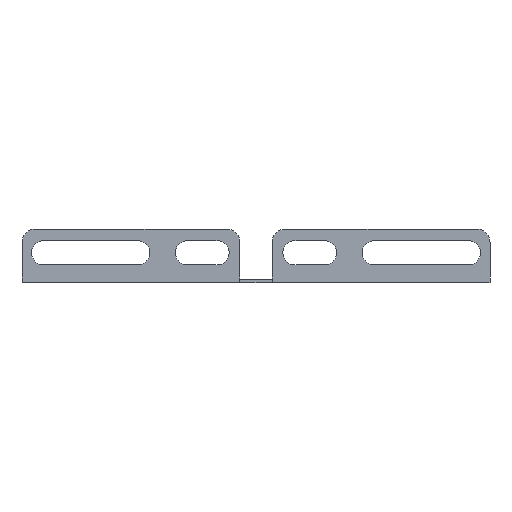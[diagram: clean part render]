
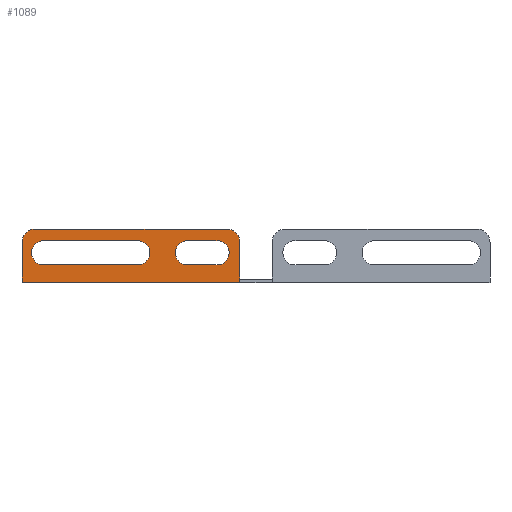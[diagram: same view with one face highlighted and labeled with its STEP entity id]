
A CAD part, front view. The second image highlights one B-rep face of the part: STEP entity #1089.
In plain terms, the highlighted planar face has unit normal (0, -1, 0).
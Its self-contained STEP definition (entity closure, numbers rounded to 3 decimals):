
#3 = EDGE_CURVE ( 'NONE', #1562, #748, #612, .T. ) ;
#4 = ORIENTED_EDGE ( 'NONE', *, *, #1496, .F. ) ;
#8 = VECTOR ( 'NONE', #1846, 1000. ) ;
#18 = VERTEX_POINT ( 'NONE', #45 ) ;
#26 = AXIS2_PLACEMENT_3D ( 'NONE', #919, #1210, #278 ) ;
#32 = DIRECTION ( 'NONE',  ( 0., -1., 0. ) ) ;
#45 = CARTESIAN_POINT ( 'NONE',  ( -6., -21.6, 1. ) ) ;
#48 = CARTESIAN_POINT ( 'NONE',  ( -14.5, -21.6, 14.5 ) ) ;
#78 = ORIENTED_EDGE ( 'NONE', *, *, #1194, .T. ) ;
#88 = EDGE_CURVE ( 'NONE', #1189, #1241, #242, .T. ) ;
#94 = DIRECTION ( 'NONE',  ( 1., 0., 0. ) ) ;
#108 = LINE ( 'NONE', #1935, #637 ) ;
#165 = VECTOR ( 'NONE', #315, 1000. ) ;
#188 = CARTESIAN_POINT ( 'NONE',  ( 0., -21.6, 0. ) ) ;
#201 = EDGE_CURVE ( 'NONE', #1271, #1452, #108, .T. ) ;
#209 = LINE ( 'NONE', #780, #165 ) ;
#242 = LINE ( 'NONE', #983, #1161 ) ;
#266 = VERTEX_POINT ( 'NONE', #1184 ) ;
#278 = DIRECTION ( 'NONE',  ( 0., 0., 1. ) ) ;
#279 = CIRCLE ( 'NONE', #1447, 4.5 ) ;
#315 = DIRECTION ( 'NONE',  ( 1., 0., 0. ) ) ;
#344 = CARTESIAN_POINT ( 'NONE',  ( -82., -21.6, 18.8 ) ) ;
#353 = ORIENTED_EDGE ( 'NONE', *, *, #3, .F. ) ;
#372 = LINE ( 'NONE', #1407, #765 ) ;
#376 = VERTEX_POINT ( 'NONE', #1353 ) ;
#386 = DIRECTION ( 'NONE',  ( 0., 0., 1. ) ) ;
#393 = CARTESIAN_POINT ( 'NONE',  ( -25.5, -21.6, 10. ) ) ;
#403 = ORIENTED_EDGE ( 'NONE', *, *, #965, .T. ) ;
#435 = DIRECTION ( 'NONE',  ( 0., 0., -1. ) ) ;
#459 = EDGE_CURVE ( 'NONE', #1459, #1688, #372, .T. ) ;
#468 = VERTEX_POINT ( 'NONE', #1869 ) ;
#476 = LINE ( 'NONE', #1467, #1536 ) ;
#490 = CARTESIAN_POINT ( 'NONE',  ( -79., -21.6, 10. ) ) ;
#509 = CARTESIAN_POINT ( 'NONE',  ( -6., -21.6, 0. ) ) ;
#518 = AXIS2_PLACEMENT_3D ( 'NONE', #1859, #1078, #914 ) ;
#527 = VECTOR ( 'NONE', #1698, 1000. ) ;
#570 = ORIENTED_EDGE ( 'NONE', *, *, #1603, .F. ) ;
#574 = DIRECTION ( 'NONE',  ( 0., -1., 0. ) ) ;
#603 = CARTESIAN_POINT ( 'NONE',  ( -87., -21.6, 13.8 ) ) ;
#612 = CIRCLE ( 'NONE', #1378, 4.5 ) ;
#621 = EDGE_CURVE ( 'NONE', #468, #850, #1342, .T. ) ;
#622 = DIRECTION ( 'NONE',  ( -1., 0., 0. ) ) ;
#634 = AXIS2_PLACEMENT_3D ( 'NONE', #188, #32, #672 ) ;
#637 = VECTOR ( 'NONE', #94, 1000. ) ;
#650 = DIRECTION ( 'NONE',  ( 0., 0., -1. ) ) ;
#652 = EDGE_CURVE ( 'NONE', #1688, #266, #1884, .T. ) ;
#672 = DIRECTION ( 'NONE',  ( 0., 0., -1. ) ) ;
#676 = DIRECTION ( 'NONE',  ( 0., 0., -1. ) ) ;
#681 = ORIENTED_EDGE ( 'NONE', *, *, #652, .T. ) ;
#733 = CARTESIAN_POINT ( 'NONE',  ( -79., -21.6, 5.5 ) ) ;
#739 = EDGE_CURVE ( 'NONE', #850, #1562, #476, .T. ) ;
#748 = VERTEX_POINT ( 'NONE', #733 ) ;
#750 = CARTESIAN_POINT ( 'NONE',  ( -87., -21.6, 1. ) ) ;
#765 = VECTOR ( 'NONE', #650, 1000. ) ;
#774 = AXIS2_PLACEMENT_3D ( 'NONE', #1511, #1823, #1077 ) ;
#780 = CARTESIAN_POINT ( 'NONE',  ( -44., -21.6, 5.5 ) ) ;
#839 = CARTESIAN_POINT ( 'NONE',  ( -25.5, -21.6, 5.5 ) ) ;
#850 = VERTEX_POINT ( 'NONE', #1404 ) ;
#876 = ORIENTED_EDGE ( 'NONE', *, *, #1288, .F. ) ;
#914 = DIRECTION ( 'NONE',  ( 0., 0., -1. ) ) ;
#919 = CARTESIAN_POINT ( 'NONE',  ( -44., -21.6, 10. ) ) ;
#938 = ORIENTED_EDGE ( 'NONE', *, *, #1265, .F. ) ;
#965 = EDGE_CURVE ( 'NONE', #376, #1719, #1462, .T. ) ;
#966 = CARTESIAN_POINT ( 'NONE',  ( -87., -21.6, 0. ) ) ;
#967 = LINE ( 'NONE', #509, #1249 ) ;
#971 = VERTEX_POINT ( 'NONE', #603 ) ;
#983 = CARTESIAN_POINT ( 'NONE',  ( -14.5, -21.6, 14.5 ) ) ;
#989 = ORIENTED_EDGE ( 'NONE', *, *, #739, .F. ) ;
#1006 = EDGE_CURVE ( 'NONE', #1163, #376, #1129, .T. ) ;
#1062 = EDGE_LOOP ( 'NONE', ( #1278, #4, #1491, #876 ) ) ;
#1064 = ORIENTED_EDGE ( 'NONE', *, *, #621, .F. ) ;
#1067 = CARTESIAN_POINT ( 'NONE',  ( 0., -21.6, -1.2 ) ) ;
#1077 = DIRECTION ( 'NONE',  ( 0., 0., 1. ) ) ;
#1078 = DIRECTION ( 'NONE',  ( 0., -1., 0. ) ) ;
#1089 = ADVANCED_FACE ( 'NONE', ( #1090, #1950, #1643 ), #1580, .T. ) ;
#1090 = FACE_OUTER_BOUND ( 'NONE', #1756, .T. ) ;
#1098 = ORIENTED_EDGE ( 'NONE', *, *, #1656, .T. ) ;
#1099 = CARTESIAN_POINT ( 'NONE',  ( -87., -21.6, -1.2 ) ) ;
#1107 = VECTOR ( 'NONE', #1280, 1000. ) ;
#1129 = CIRCLE ( 'NONE', #518, 5. ) ;
#1161 = VECTOR ( 'NONE', #1916, 1000. ) ;
#1163 = VERTEX_POINT ( 'NONE', #1875 ) ;
#1184 = CARTESIAN_POINT ( 'NONE',  ( -6., -21.6, -1.2 ) ) ;
#1189 = VERTEX_POINT ( 'NONE', #48 ) ;
#1194 = EDGE_CURVE ( 'NONE', #971, #1459, #1926, .T. ) ;
#1198 = ORIENTED_EDGE ( 'NONE', *, *, #1527, .T. ) ;
#1210 = DIRECTION ( 'NONE',  ( 0., -1., 0. ) ) ;
#1218 = CARTESIAN_POINT ( 'NONE',  ( -6., -21.6, 0. ) ) ;
#1241 = VERTEX_POINT ( 'NONE', #1918 ) ;
#1249 = VECTOR ( 'NONE', #676, 1000. ) ;
#1251 = VECTOR ( 'NONE', #622, 1000. ) ;
#1265 = EDGE_CURVE ( 'NONE', #18, #266, #967, .T. ) ;
#1268 = CIRCLE ( 'NONE', #774, 4.5 ) ;
#1271 = VERTEX_POINT ( 'NONE', #839 ) ;
#1278 = ORIENTED_EDGE ( 'NONE', *, *, #88, .F. ) ;
#1280 = DIRECTION ( 'NONE',  ( 0., 0., -1. ) ) ;
#1288 = EDGE_CURVE ( 'NONE', #1241, #1271, #279, .T. ) ;
#1336 = CARTESIAN_POINT ( 'NONE',  ( -79., -21.6, 14.5 ) ) ;
#1342 = CIRCLE ( 'NONE', #26, 4.5 ) ;
#1344 = CARTESIAN_POINT ( 'NONE',  ( -82., -21.6, 13.8 ) ) ;
#1353 = CARTESIAN_POINT ( 'NONE',  ( -11., -21.6, 18.8 ) ) ;
#1378 = AXIS2_PLACEMENT_3D ( 'NONE', #490, #1402, #1740 ) ;
#1402 = DIRECTION ( 'NONE',  ( 0., -1., 0. ) ) ;
#1404 = CARTESIAN_POINT ( 'NONE',  ( -44., -21.6, 14.5 ) ) ;
#1407 = CARTESIAN_POINT ( 'NONE',  ( -87., -21.6, 1. ) ) ;
#1447 = AXIS2_PLACEMENT_3D ( 'NONE', #393, #574, #386 ) ;
#1452 = VERTEX_POINT ( 'NONE', #1478 ) ;
#1459 = VERTEX_POINT ( 'NONE', #750 ) ;
#1462 = LINE ( 'NONE', #1522, #1251 ) ;
#1467 = CARTESIAN_POINT ( 'NONE',  ( -44., -21.6, 14.5 ) ) ;
#1478 = CARTESIAN_POINT ( 'NONE',  ( -14.5, -21.6, 5.5 ) ) ;
#1483 = DIRECTION ( 'NONE',  ( -1., 0., 0. ) ) ;
#1491 = ORIENTED_EDGE ( 'NONE', *, *, #201, .F. ) ;
#1496 = EDGE_CURVE ( 'NONE', #1452, #1189, #1268, .T. ) ;
#1510 = AXIS2_PLACEMENT_3D ( 'NONE', #1344, #1827, #435 ) ;
#1511 = CARTESIAN_POINT ( 'NONE',  ( -14.5, -21.6, 10. ) ) ;
#1522 = CARTESIAN_POINT ( 'NONE',  ( 0., -21.6, 18.8 ) ) ;
#1527 = EDGE_CURVE ( 'NONE', #1719, #971, #1687, .T. ) ;
#1536 = VECTOR ( 'NONE', #1483, 1000. ) ;
#1552 = EDGE_LOOP ( 'NONE', ( #989, #1064, #570, #353 ) ) ;
#1562 = VERTEX_POINT ( 'NONE', #1336 ) ;
#1580 = PLANE ( 'NONE',  #634 ) ;
#1603 = EDGE_CURVE ( 'NONE', #748, #468, #209, .T. ) ;
#1605 = ORIENTED_EDGE ( 'NONE', *, *, #1006, .T. ) ;
#1639 = LINE ( 'NONE', #1218, #8 ) ;
#1643 = FACE_BOUND ( 'NONE', #1062, .T. ) ;
#1656 = EDGE_CURVE ( 'NONE', #18, #1163, #1639, .T. ) ;
#1687 = CIRCLE ( 'NONE', #1510, 5. ) ;
#1688 = VERTEX_POINT ( 'NONE', #1099 ) ;
#1696 = ORIENTED_EDGE ( 'NONE', *, *, #459, .T. ) ;
#1698 = DIRECTION ( 'NONE',  ( 1., 0., 0. ) ) ;
#1719 = VERTEX_POINT ( 'NONE', #344 ) ;
#1740 = DIRECTION ( 'NONE',  ( 0., 0., 1. ) ) ;
#1756 = EDGE_LOOP ( 'NONE', ( #1098, #1605, #403, #1198, #78, #1696, #681, #938 ) ) ;
#1823 = DIRECTION ( 'NONE',  ( 0., -1., 0. ) ) ;
#1827 = DIRECTION ( 'NONE',  ( 0., -1., 0. ) ) ;
#1846 = DIRECTION ( 'NONE',  ( 0., 0., 1. ) ) ;
#1859 = CARTESIAN_POINT ( 'NONE',  ( -11., -21.6, 13.8 ) ) ;
#1869 = CARTESIAN_POINT ( 'NONE',  ( -44., -21.6, 5.5 ) ) ;
#1875 = CARTESIAN_POINT ( 'NONE',  ( -6., -21.6, 13.8 ) ) ;
#1884 = LINE ( 'NONE', #1067, #527 ) ;
#1916 = DIRECTION ( 'NONE',  ( -1., 0., 0. ) ) ;
#1918 = CARTESIAN_POINT ( 'NONE',  ( -25.5, -21.6, 14.5 ) ) ;
#1926 = LINE ( 'NONE', #966, #1107 ) ;
#1935 = CARTESIAN_POINT ( 'NONE',  ( -14.5, -21.6, 5.5 ) ) ;
#1950 = FACE_BOUND ( 'NONE', #1552, .T. ) ;
